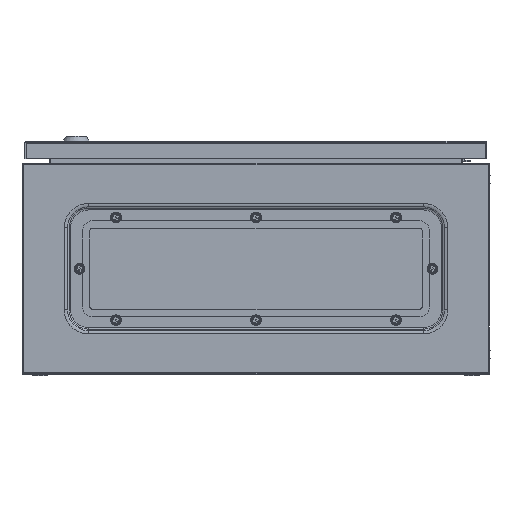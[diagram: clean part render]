
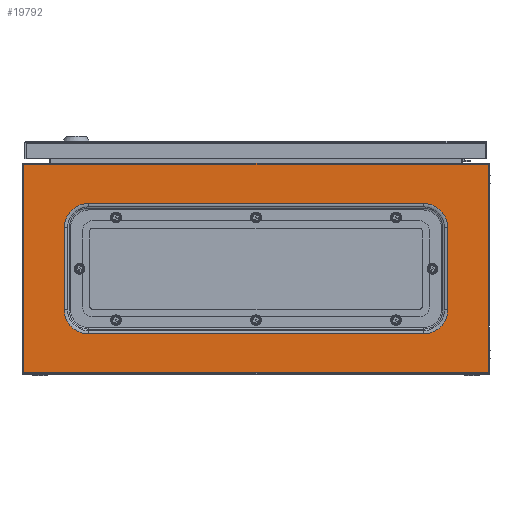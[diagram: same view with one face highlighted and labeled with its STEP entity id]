
A CAD part, front view. The second image highlights one B-rep face of the part: STEP entity #19792.
In plain terms, the highlighted planar face has unit normal (0, -1, 0).
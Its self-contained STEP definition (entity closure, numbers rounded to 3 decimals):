
#89 = ORIENTED_EDGE ( 'NONE', *, *, #57947, .T. ) ;
#783 = CARTESIAN_POINT ( 'NONE',  ( -179.5, 0., 43.111 ) ) ;
#1238 = CARTESIAN_POINT ( 'NONE',  ( 179.5, 0., 43.111 ) ) ;
#3186 = VECTOR ( 'NONE', #57478, 1000. ) ;
#3392 = DIRECTION ( 'NONE',  ( 1., 0., 0. ) ) ;
#3495 = LINE ( 'NONE', #39467, #7456 ) ;
#4356 = VECTOR ( 'NONE', #75683, 1000. ) ;
#4460 = CIRCLE ( 'NONE', #50049, 25.889 ) ;
#4665 = EDGE_CURVE ( 'NONE', #44340, #43494, #70596, .T. ) ;
#7201 = EDGE_LOOP ( 'NONE', ( #38081, #74991, #75502, #41085, #37119, #73194, #66536, #52687 ) ) ;
#7456 = VECTOR ( 'NONE', #40659, 1000. ) ;
#7592 = DIRECTION ( 'NONE',  ( -1., 0., 0. ) ) ;
#7610 = CARTESIAN_POINT ( 'NONE',  ( -179.5, 0., 43.111 ) ) ;
#9128 = CARTESIAN_POINT ( 'NONE',  ( 205.389, 0., 157. ) ) ;
#10123 = DIRECTION ( 'NONE',  ( -1., 0., 0. ) ) ;
#11343 = PLANE ( 'NONE',  #49396 ) ;
#11700 = EDGE_CURVE ( 'NONE', #64554, #44340, #59379, .T. ) ;
#12495 = CARTESIAN_POINT ( 'NONE',  ( 250., 0., 226. ) ) ;
#13690 = VECTOR ( 'NONE', #47472, 1000. ) ;
#19708 = VECTOR ( 'NONE', #69067, 1000. ) ;
#19792 = ADVANCED_FACE ( 'NONE', ( #47264, #41135 ), #11343, .F. ) ;
#20801 = CARTESIAN_POINT ( 'NONE',  ( -179.5, 0., 157. ) ) ;
#23119 = VECTOR ( 'NONE', #50843, 1000. ) ;
#24089 = VERTEX_POINT ( 'NONE', #69503 ) ;
#25486 = VERTEX_POINT ( 'NONE', #38625 ) ;
#28242 = CARTESIAN_POINT ( 'NONE',  ( -248.7, 0., 226. ) ) ;
#28707 = AXIS2_PLACEMENT_3D ( 'NONE', #64414, #70557, #53356 ) ;
#29092 = CARTESIAN_POINT ( 'NONE',  ( 179.5, 0., 182.889 ) ) ;
#31016 = CARTESIAN_POINT ( 'NONE',  ( -205.389, 0., 226. ) ) ;
#31041 = VERTEX_POINT ( 'NONE', #66586 ) ;
#32056 = CARTESIAN_POINT ( 'NONE',  ( -179.5, 0., 69. ) ) ;
#32104 = EDGE_CURVE ( 'NONE', #43494, #41476, #57769, .T. ) ;
#32165 = ORIENTED_EDGE ( 'NONE', *, *, #64285, .T. ) ;
#33774 = EDGE_CURVE ( 'NONE', #31041, #24089, #66213, .T. ) ;
#35635 = LINE ( 'NONE', #54365, #13690 ) ;
#37119 = ORIENTED_EDGE ( 'NONE', *, *, #11700, .T. ) ;
#37374 = LINE ( 'NONE', #12495, #4356 ) ;
#37781 = CIRCLE ( 'NONE', #63831, 25.889 ) ;
#37828 = EDGE_LOOP ( 'NONE', ( #49956, #89, #32165, #50488 ) ) ;
#38081 = ORIENTED_EDGE ( 'NONE', *, *, #60835, .T. ) ;
#38244 = EDGE_CURVE ( 'NONE', #59350, #25486, #37374, .T. ) ;
#38625 = CARTESIAN_POINT ( 'NONE',  ( 248.7, 0., 226. ) ) ;
#39351 = AXIS2_PLACEMENT_3D ( 'NONE', #73773, #78306, #78697 ) ;
#39467 = CARTESIAN_POINT ( 'NONE',  ( 248.7, 0., -40.456 ) ) ;
#40659 = DIRECTION ( 'NONE',  ( 0., 0., 1. ) ) ;
#41085 = ORIENTED_EDGE ( 'NONE', *, *, #74916, .T. ) ;
#41135 = FACE_OUTER_BOUND ( 'NONE', #37828, .T. ) ;
#41214 = VERTEX_POINT ( 'NONE', #42408 ) ;
#41476 = VERTEX_POINT ( 'NONE', #783 ) ;
#42408 = CARTESIAN_POINT ( 'NONE',  ( -205.389, 0., 69. ) ) ;
#43494 = VERTEX_POINT ( 'NONE', #1238 ) ;
#43837 = VERTEX_POINT ( 'NONE', #68845 ) ;
#44340 = VERTEX_POINT ( 'NONE', #53081 ) ;
#44371 = VECTOR ( 'NONE', #65906, 1000. ) ;
#47264 = FACE_BOUND ( 'NONE', #7201, .T. ) ;
#47472 = DIRECTION ( 'NONE',  ( 1., 0., 0. ) ) ;
#48152 = VECTOR ( 'NONE', #3392, 1000. ) ;
#48758 = CARTESIAN_POINT ( 'NONE',  ( 205.389, 0., 69. ) ) ;
#49396 = AXIS2_PLACEMENT_3D ( 'NONE', #72117, #66009, #10123 ) ;
#49905 = EDGE_CURVE ( 'NONE', #56491, #31041, #37781, .T. ) ;
#49956 = ORIENTED_EDGE ( 'NONE', *, *, #51202, .F. ) ;
#50049 = AXIS2_PLACEMENT_3D ( 'NONE', #32056, #76505, #7592 ) ;
#50488 = ORIENTED_EDGE ( 'NONE', *, *, #38244, .F. ) ;
#50843 = DIRECTION ( 'NONE',  ( -1., 0., 0. ) ) ;
#50991 = DIRECTION ( 'NONE',  ( -1., 0., 0. ) ) ;
#51202 = EDGE_CURVE ( 'NONE', #43837, #59350, #63746, .T. ) ;
#52687 = ORIENTED_EDGE ( 'NONE', *, *, #80013, .T. ) ;
#53081 = CARTESIAN_POINT ( 'NONE',  ( 205.389, 0., 69. ) ) ;
#53356 = DIRECTION ( 'NONE',  ( -1., 0., 0. ) ) ;
#53898 = CARTESIAN_POINT ( 'NONE',  ( -205.389, 0., 157. ) ) ;
#54365 = CARTESIAN_POINT ( 'NONE',  ( -248.8, 0., 1.3 ) ) ;
#56491 = VERTEX_POINT ( 'NONE', #53898 ) ;
#57478 = DIRECTION ( 'NONE',  ( 0., 0., 1. ) ) ;
#57769 = LINE ( 'NONE', #7610, #23119 ) ;
#57947 = EDGE_CURVE ( 'NONE', #43837, #58008, #35635, .T. ) ;
#58008 = VERTEX_POINT ( 'NONE', #62135 ) ;
#59350 = VERTEX_POINT ( 'NONE', #28242 ) ;
#59379 = LINE ( 'NONE', #48758, #44371 ) ;
#60835 = EDGE_CURVE ( 'NONE', #41214, #56491, #80760, .T. ) ;
#62135 = CARTESIAN_POINT ( 'NONE',  ( 248.7, 0., 1.3 ) ) ;
#63746 = LINE ( 'NONE', #75987, #19708 ) ;
#63831 = AXIS2_PLACEMENT_3D ( 'NONE', #20801, #77467, #50991 ) ;
#64285 = EDGE_CURVE ( 'NONE', #58008, #25486, #3495, .T. ) ;
#64414 = CARTESIAN_POINT ( 'NONE',  ( 179.5, 0., 157. ) ) ;
#64554 = VERTEX_POINT ( 'NONE', #9128 ) ;
#65906 = DIRECTION ( 'NONE',  ( 0., 0., -1. ) ) ;
#66009 = DIRECTION ( 'NONE',  ( 0., 1., 0. ) ) ;
#66213 = LINE ( 'NONE', #29092, #48152 ) ;
#66536 = ORIENTED_EDGE ( 'NONE', *, *, #32104, .T. ) ;
#66586 = CARTESIAN_POINT ( 'NONE',  ( -179.5, 0., 182.889 ) ) ;
#68845 = CARTESIAN_POINT ( 'NONE',  ( -248.7, 0., 1.3 ) ) ;
#69067 = DIRECTION ( 'NONE',  ( 0., 0., 1. ) ) ;
#69503 = CARTESIAN_POINT ( 'NONE',  ( 179.5, 0., 182.889 ) ) ;
#70557 = DIRECTION ( 'NONE',  ( 0., 1., 0. ) ) ;
#70596 = CIRCLE ( 'NONE', #39351, 25.889 ) ;
#72117 = CARTESIAN_POINT ( 'NONE',  ( 250., 0., 226. ) ) ;
#73194 = ORIENTED_EDGE ( 'NONE', *, *, #4665, .T. ) ;
#73773 = CARTESIAN_POINT ( 'NONE',  ( 179.5, 0., 69. ) ) ;
#74916 = EDGE_CURVE ( 'NONE', #24089, #64554, #76863, .T. ) ;
#74991 = ORIENTED_EDGE ( 'NONE', *, *, #49905, .T. ) ;
#75502 = ORIENTED_EDGE ( 'NONE', *, *, #33774, .T. ) ;
#75683 = DIRECTION ( 'NONE',  ( 1., 0., 0. ) ) ;
#75987 = CARTESIAN_POINT ( 'NONE',  ( -248.7, 0., -40.456 ) ) ;
#76505 = DIRECTION ( 'NONE',  ( 0., 1., 0. ) ) ;
#76863 = CIRCLE ( 'NONE', #28707, 25.889 ) ;
#77467 = DIRECTION ( 'NONE',  ( 0., 1., 0. ) ) ;
#78306 = DIRECTION ( 'NONE',  ( 0., 1., 0. ) ) ;
#78697 = DIRECTION ( 'NONE',  ( -1., 0., 0. ) ) ;
#80013 = EDGE_CURVE ( 'NONE', #41476, #41214, #4460, .T. ) ;
#80760 = LINE ( 'NONE', #31016, #3186 ) ;
